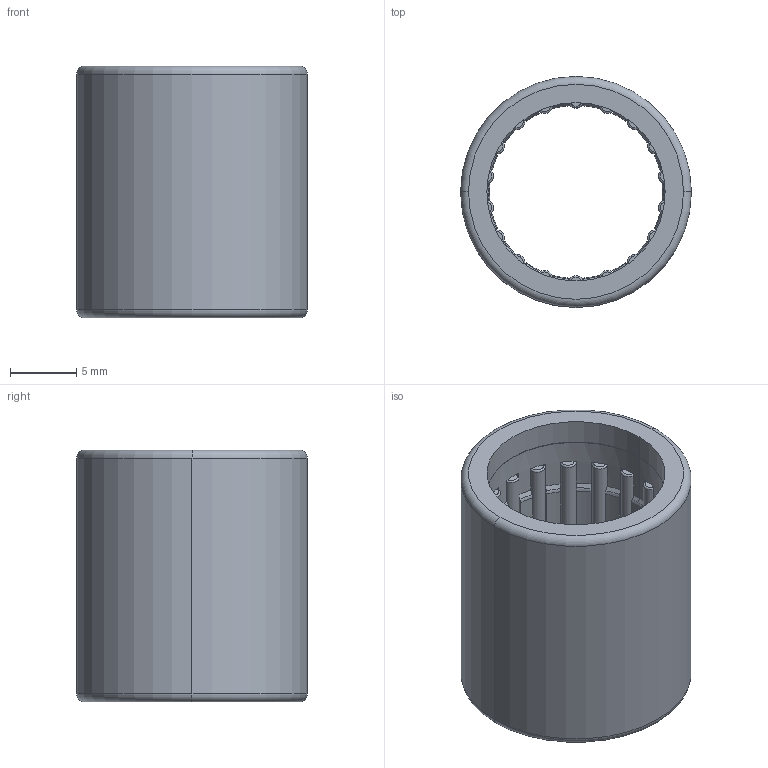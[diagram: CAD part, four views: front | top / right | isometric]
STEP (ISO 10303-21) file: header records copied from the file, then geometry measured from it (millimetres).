
FILE_DESCRIPTION (( 'STEP AP203' ), '1' );
FILE_NAME ('5905K502_Needle-Roller Bearing.STEP', '2025-08-25T14:59:02', ( 'Administrator' ), ( 'Managed by Terraform' ), 'SwSTEP 2.0', 'SolidWorks 2017', '' );
FILE_SCHEMA (( 'CONFIG_CONTROL_DESIGN' ));
Length unit declared in the file: inch
Products named in the file (1): 5905K502_Needle-Roller Bearing
Bounding box: 17.46 x 17.46 x 19.05 mm (x, y, z)
Volume: 1392.7 mm3; surface area: 4071.9 mm2
Topology: 20 solids, 20 shells, 394 faces, 1082 edges, 694 vertices
Faces by surface type: torus 114, plane 114, cylinder 90, cone 76
Entity records: 13051 total; most frequent: CARTESIAN_POINT 2883, DIRECTION 2176, ORIENTED_EDGE 2164, EDGE_CURVE 1082, AXIS2_PLACEMENT_3D 915, VERTEX_POINT 694, CIRCLE 520, EDGE_LOOP 400
